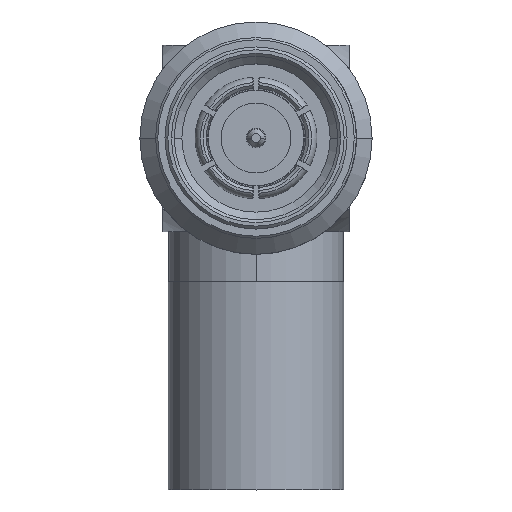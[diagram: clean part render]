
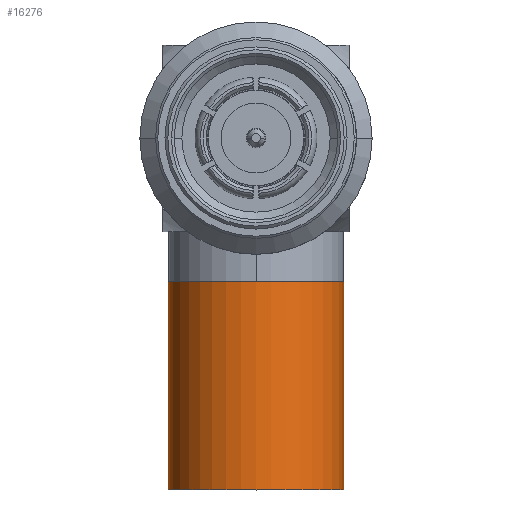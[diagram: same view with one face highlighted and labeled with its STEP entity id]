
A CAD part, top view. The second image highlights one B-rep face of the part: STEP entity #16276.
In plain terms, the highlighted cylindrical face has radius 6.125 mm (diameter 12.25 mm), a partial arc.
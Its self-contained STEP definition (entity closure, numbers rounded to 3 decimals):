
#3183 = CARTESIAN_POINT ( 'NONE',  ( 0., -24.5, -23.2 ) ) ;
#3184 = DIRECTION ( 'NONE',  ( 0., 1., 0. ) ) ;
#3185 = DIRECTION ( 'NONE',  ( 1., 0., 0. ) ) ;
#3669 = CIRCLE ( 'NONE', #16881, 6.125 ) ;
#3998 = ORIENTED_EDGE ( 'NONE', *, *, #11856, .F. ) ;
#4028 = ORIENTED_EDGE ( 'NONE', *, *, #15514, .T. ) ;
#4032 = ORIENTED_EDGE ( 'NONE', *, *, #11853, .F. ) ;
#4075 = ORIENTED_EDGE ( 'NONE', *, *, #11843, .T. ) ;
#9777 = AXIS2_PLACEMENT_3D ( 'NONE', #10572, #10561, #10580 ) ;
#10561 = DIRECTION ( 'NONE',  ( 0., 1., 0. ) ) ;
#10572 = CARTESIAN_POINT ( 'NONE',  ( 0., -9.582, -23.2 ) ) ;
#10580 = DIRECTION ( 'NONE',  ( 1., 0., 0. ) ) ;
#11012 = CARTESIAN_POINT ( 'NONE',  ( 6.125, -24.5, -23.2 ) ) ;
#11236 = FACE_OUTER_BOUND ( 'NONE', #14577, .T. ) ;
#11244 = CYLINDRICAL_SURFACE ( 'NONE', #9777, 6.125 ) ;
#11843 = EDGE_CURVE ( 'NONE', #19086, #12637, #12453, .T. ) ;
#11853 = EDGE_CURVE ( 'NONE', #12639, #12637, #12180, .T. ) ;
#11856 = EDGE_CURVE ( 'NONE', #12626, #12639, #12188, .T. ) ;
#11895 = AXIS2_PLACEMENT_3D ( 'NONE', #18905, #18903, #18904 ) ;
#12180 = CIRCLE ( 'NONE', #11895, 6.125 ) ;
#12188 = LINE ( 'NONE', #18908, #12193 ) ;
#12193 = VECTOR ( 'NONE', #18900, 1000. ) ;
#12453 = LINE ( 'NONE', #19523, #12454 ) ;
#12454 = VECTOR ( 'NONE', #19517, 1000. ) ;
#12626 = VERTEX_POINT ( 'NONE', #18941 ) ;
#12637 = VERTEX_POINT ( 'NONE', #18953 ) ;
#12639 = VERTEX_POINT ( 'NONE', #18955 ) ;
#14577 = EDGE_LOOP ( 'NONE', ( #3998, #4028, #4075, #4032 ) ) ;
#15514 = EDGE_CURVE ( 'NONE', #12626, #19086, #3669, .T. ) ;
#16276 = ADVANCED_FACE ( 'NONE', ( #11236 ), #11244, .T. ) ;
#16881 = AXIS2_PLACEMENT_3D ( 'NONE', #3183, #3184, #3185 ) ;
#18900 = DIRECTION ( 'NONE',  ( 0., 1., 0. ) ) ;
#18903 = DIRECTION ( 'NONE',  ( 0., 1., 0. ) ) ;
#18904 = DIRECTION ( 'NONE',  ( 1., 0., 0. ) ) ;
#18905 = CARTESIAN_POINT ( 'NONE',  ( 0., -10., -23.2 ) ) ;
#18908 = CARTESIAN_POINT ( 'NONE',  ( -6.125, -9.582, -23.2 ) ) ;
#18941 = CARTESIAN_POINT ( 'NONE',  ( -6.125, -24.5, -23.2 ) ) ;
#18953 = CARTESIAN_POINT ( 'NONE',  ( 6.125, -10., -23.2 ) ) ;
#18955 = CARTESIAN_POINT ( 'NONE',  ( -6.125, -10., -23.2 ) ) ;
#19086 = VERTEX_POINT ( 'NONE', #11012 ) ;
#19517 = DIRECTION ( 'NONE',  ( 0., 1., 0. ) ) ;
#19523 = CARTESIAN_POINT ( 'NONE',  ( 6.125, -9.582, -23.2 ) ) ;
